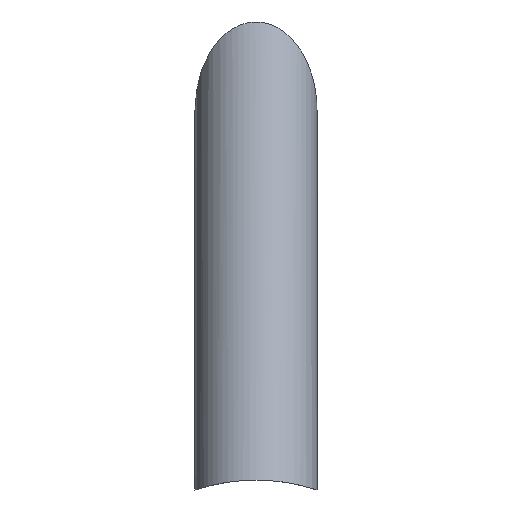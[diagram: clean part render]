
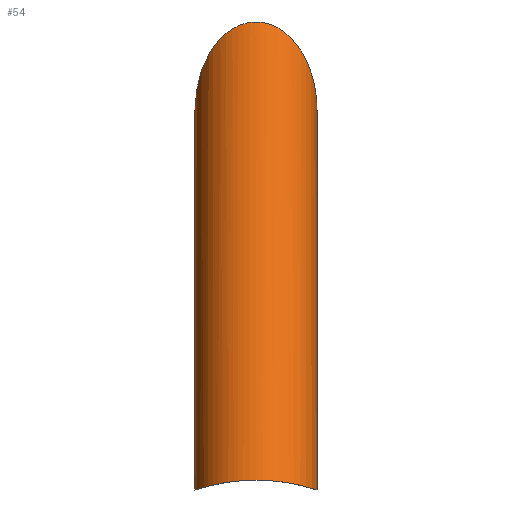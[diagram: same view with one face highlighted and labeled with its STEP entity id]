
A CAD part, front view. The second image highlights one B-rep face of the part: STEP entity #54.
In plain terms, the highlighted cylindrical face has radius 7.5 mm (diameter 15 mm), a partial arc.
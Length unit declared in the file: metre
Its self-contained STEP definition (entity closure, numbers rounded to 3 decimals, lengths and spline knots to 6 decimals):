
#54=ADVANCED_FACE('0:29',(#118),#119,.T.);
#64=EDGE_CURVE('0:24',#132,#135,#136,.T.);
#78=EDGE_CURVE('',#135,#156,#159,.T.);
#80=EDGE_CURVE('0:63',#153,#152,#161,.T.);
#118=FACE_OUTER_BOUND('',#189,.T.);
#119=CYLINDRICAL_SURFACE('',#190,0.0075);
#132=VERTEX_POINT('',#204);
#135=VERTEX_POINT('',#232);
#136=B_SPLINE_CURVE_WITH_KNOTS('',3,(#233,#234,#235,#236,#237,#238,#239,#240,#241,#242,#243,#244,#245,#246,#247,#248,#249,#250,#251,#252,#253,#254),.UNSPECIFIED.,.F.,.F.,(4,3,3,3,3,3,3,4),(0.033954,0.037959,0.041941,0.043457,0.04449,0.046529,0.048453,0.048568),.UNSPECIFIED.);
#152=VERTEX_POINT('',#374);
#153=VERTEX_POINT('',#375);
#156=VERTEX_POINT('',#409);
#159=B_SPLINE_CURVE_WITH_KNOTS('',3,(#443,#444,#445,#446,#447,#448,#449,#450,#451,#452,#453,#454,#455,#456,#457,#458,#459,#460,#461,#462,#463,#464),.UNSPECIFIED.,.F.,.F.,(4,3,3,3,3,3,3,4),(0.048568,0.050536,0.052211,0.053326,0.054272,0.058226,0.062333,0.063182),.UNSPECIFIED.);
#161=B_SPLINE_CURVE_WITH_KNOTS('',3,(#467,#468,#469,#470,#471,#472,#473,#474,#475,#476,#477,#478,#479,#480,#481,#482,#483,#484,#485,#486,#487,#488,#489,#490,#491,#492,#493,#494,#495,#496,#497),.UNSPECIFIED.,.F.,.F.,(4,3,3,3,3,3,3,3,3,3,4),(-41.740728,-35.982695,-31.463477,-27.530543,-24.089225,-21.078072,-18.176317,-14.721977,-10.343866,-5.056422,0.0),.UNSPECIFIED.);
#189=EDGE_LOOP('',(#586,#587,#588,#589,#590));
#190=AXIS2_PLACEMENT_3D('',#591,#592,#593);
#204=CARTESIAN_POINT('',(0.0075,-0.020489,-0.027202));
#232=CARTESIAN_POINT('',(0.,-0.031857,-0.026));
#233=CARTESIAN_POINT('',(0.0075,-0.020489,-0.027202));
#234=CARTESIAN_POINT('',(0.0075,-0.021824,-0.027202));
#235=CARTESIAN_POINT('',(0.007381,-0.023259,-0.027161));
#236=CARTESIAN_POINT('',(0.007074,-0.024642,-0.027066));
#237=CARTESIAN_POINT('',(0.006769,-0.026019,-0.026972));
#238=CARTESIAN_POINT('',(0.006279,-0.027344,-0.026824));
#239=CARTESIAN_POINT('',(0.005565,-0.028479,-0.026654));
#240=CARTESIAN_POINT('',(0.005293,-0.028911,-0.026589));
#241=CARTESIAN_POINT('',(0.004989,-0.029316,-0.026522));
#242=CARTESIAN_POINT('',(0.004652,-0.029686,-0.026455));
#243=CARTESIAN_POINT('',(0.004422,-0.029939,-0.02641));
#244=CARTESIAN_POINT('',(0.00417,-0.030182,-0.026363));
#245=CARTESIAN_POINT('',(0.003895,-0.030408,-0.026318));
#246=CARTESIAN_POINT('',(0.003353,-0.030856,-0.026229));
#247=CARTESIAN_POINT('',(0.002725,-0.031231,-0.026146));
#248=CARTESIAN_POINT('',(0.002057,-0.031482,-0.026088));
#249=CARTESIAN_POINT('',(0.001426,-0.031718,-0.026034));
#250=CARTESIAN_POINT('',(0.00076,-0.031843,-0.026003));
#251=CARTESIAN_POINT('',(0.000116,-0.031856,-0.026));
#252=CARTESIAN_POINT('',(0.000077,-0.031857,-0.026));
#253=CARTESIAN_POINT('',(0.000038,-0.031857,-0.026));
#254=CARTESIAN_POINT('',(0.,-0.031857,-0.026));
#374=CARTESIAN_POINT('',(0.0075,0.046252,0.019473));
#375=CARTESIAN_POINT('',(-0.0075,0.046252,0.019473));
#409=CARTESIAN_POINT('',(-0.0075,-0.020489,-0.027202));
#443=CARTESIAN_POINT('',(0.,-0.031857,-0.026));
#444=CARTESIAN_POINT('',(-0.000656,-0.031857,-0.026));
#445=CARTESIAN_POINT('',(-0.001339,-0.031741,-0.026029));
#446=CARTESIAN_POINT('',(-0.001987,-0.031507,-0.026082));
#447=CARTESIAN_POINT('',(-0.002539,-0.031308,-0.026128));
#448=CARTESIAN_POINT('',(-0.003064,-0.031026,-0.026192));
#449=CARTESIAN_POINT('',(-0.003537,-0.030685,-0.026262));
#450=CARTESIAN_POINT('',(-0.003853,-0.030458,-0.026309));
#451=CARTESIAN_POINT('',(-0.004145,-0.030206,-0.026359));
#452=CARTESIAN_POINT('',(-0.004409,-0.029941,-0.026408));
#453=CARTESIAN_POINT('',(-0.004633,-0.029717,-0.02645));
#454=CARTESIAN_POINT('',(-0.004838,-0.029484,-0.026492));
#455=CARTESIAN_POINT('',(-0.005032,-0.029237,-0.026534));
#456=CARTESIAN_POINT('',(-0.005845,-0.028203,-0.026708));
#457=CARTESIAN_POINT('',(-0.006431,-0.026953,-0.026874));
#458=CARTESIAN_POINT('',(-0.006823,-0.025619,-0.02699));
#459=CARTESIAN_POINT('',(-0.007231,-0.024232,-0.027111));
#460=CARTESIAN_POINT('',(-0.007429,-0.022755,-0.027179));
#461=CARTESIAN_POINT('',(-0.007483,-0.021349,-0.027197));
#462=CARTESIAN_POINT('',(-0.007495,-0.021059,-0.0272));
#463=CARTESIAN_POINT('',(-0.0075,-0.020772,-0.027202));
#464=CARTESIAN_POINT('',(-0.0075,-0.020489,-0.027202));
#467=CARTESIAN_POINT('',(-0.0075,0.046252,0.019473));
#468=CARTESIAN_POINT('',(-0.0075,0.046548,0.020797));
#469=CARTESIAN_POINT('',(-0.007335,0.046844,0.022123));
#470=CARTESIAN_POINT('',(-0.00699,0.04713,0.023404));
#471=CARTESIAN_POINT('',(-0.00672,0.047355,0.024409));
#472=CARTESIAN_POINT('',(-0.006339,0.047574,0.025389));
#473=CARTESIAN_POINT('',(-0.005828,0.047778,0.026301));
#474=CARTESIAN_POINT('',(-0.005383,0.047955,0.027095));
#475=CARTESIAN_POINT('',(-0.004839,0.048122,0.027839));
#476=CARTESIAN_POINT('',(-0.004182,0.048264,0.028478));
#477=CARTESIAN_POINT('',(-0.003607,0.048389,0.029036));
#478=CARTESIAN_POINT('',(-0.002943,0.048496,0.029513));
#479=CARTESIAN_POINT('',(-0.002205,0.048569,0.029841));
#480=CARTESIAN_POINT('',(-0.001559,0.048633,0.030128));
#481=CARTESIAN_POINT('',(-0.000857,0.048671,0.030298));
#482=CARTESIAN_POINT('',(-0.000147,0.048676,0.030318));
#483=CARTESIAN_POINT('',(0.000536,0.04868,0.030338));
#484=CARTESIAN_POINT('',(0.001222,0.048653,0.030218));
#485=CARTESIAN_POINT('',(0.001862,0.048601,0.029981));
#486=CARTESIAN_POINT('',(0.002623,0.048537,0.029699));
#487=CARTESIAN_POINT('',(0.003316,0.048438,0.029256));
#488=CARTESIAN_POINT('',(0.003919,0.048319,0.028722));
#489=CARTESIAN_POINT('',(0.004683,0.048168,0.028045));
#490=CARTESIAN_POINT('',(0.005306,0.047984,0.027223));
#491=CARTESIAN_POINT('',(0.005805,0.047787,0.026341));
#492=CARTESIAN_POINT('',(0.006408,0.047549,0.025276));
#493=CARTESIAN_POINT('',(0.006832,0.04729,0.02412));
#494=CARTESIAN_POINT('',(0.007108,0.047025,0.022934));
#495=CARTESIAN_POINT('',(0.007372,0.046772,0.021799));
#496=CARTESIAN_POINT('',(0.0075,0.046512,0.020636));
#497=CARTESIAN_POINT('',(0.0075,0.046252,0.019473));
#586=ORIENTED_EDGE('',*,*,#630,.T.);
#587=ORIENTED_EDGE('',*,*,#78,.F.);
#588=ORIENTED_EDGE('',*,*,#64,.F.);
#589=ORIENTED_EDGE('',*,*,#631,.T.);
#590=ORIENTED_EDGE('',*,*,#80,.F.);
#591=CARTESIAN_POINT('',(0.,-0.000615,-0.013303));
#592=DIRECTION('',(0.,0.819,0.573));
#593=DIRECTION('',(-1.0,0.,0.));
#630=EDGE_CURVE('',#153,#156,#645,.T.);
#631=EDGE_CURVE('',#132,#152,#646,.T.);
#645=LINE('',#664,#665);
#646=LINE('',#666,#667);
#664=CARTESIAN_POINT('',(-0.0075,-0.000615,-0.013303));
#665=VECTOR('',#678,1.0);
#666=CARTESIAN_POINT('',(0.0075,-0.000615,-0.013303));
#667=VECTOR('',#679,1.0);
#678=DIRECTION('',(0.,-0.819,-0.573));
#679=DIRECTION('',(0.,0.819,0.573));
